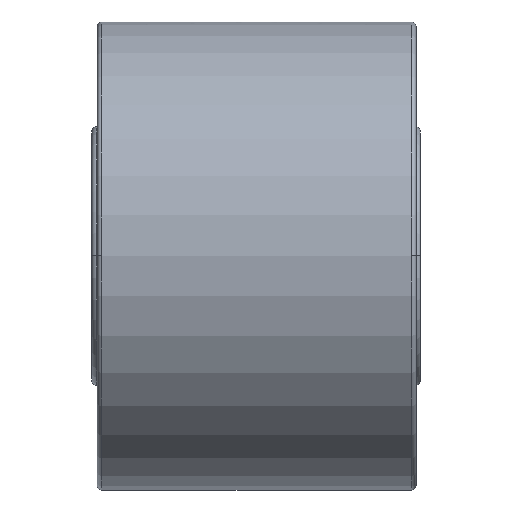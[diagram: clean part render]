
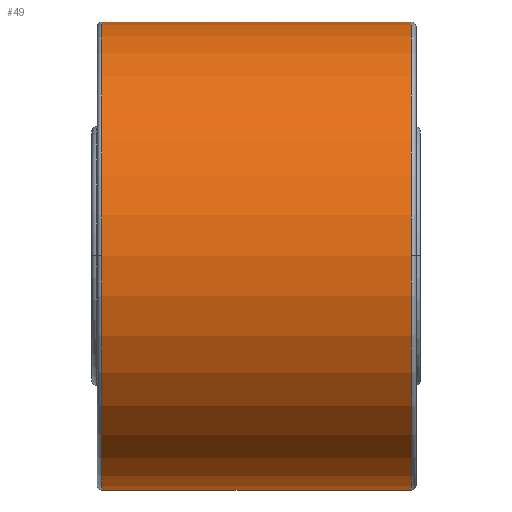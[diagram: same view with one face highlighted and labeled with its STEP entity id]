
A CAD part, top view. The second image highlights one B-rep face of the part: STEP entity #49.
In plain terms, the highlighted cylindrical face has radius 90.5 mm (diameter 181 mm), a partial arc.
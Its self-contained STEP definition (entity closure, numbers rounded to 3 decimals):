
#49=ADVANCED_FACE('',(#267),#268,.T.);
#267=FACE_OUTER_BOUND('',#732,.T.);
#268=CYLINDRICAL_SURFACE('',#733,90.5);
#732=EDGE_LOOP('',(#1217,#1218,#1219,#1220,#1221,#1222,#1223,#1224,#1225));
#733=AXIS2_PLACEMENT_3D('',#1226,#1227,#1228);
#1217=ORIENTED_EDGE('',*,*,#2757,.F.);
#1218=ORIENTED_EDGE('',*,*,#2758,.T.);
#1219=ORIENTED_EDGE('',*,*,#2759,.T.);
#1220=ORIENTED_EDGE('',*,*,#2760,.F.);
#1221=ORIENTED_EDGE('',*,*,#2761,.F.);
#1222=ORIENTED_EDGE('',*,*,#2753,.F.);
#1223=ORIENTED_EDGE('',*,*,#2762,.F.);
#1224=ORIENTED_EDGE('',*,*,#2763,.T.);
#1225=ORIENTED_EDGE('',*,*,#2764,.T.);
#1226=CARTESIAN_POINT('',(63.71,0.0,0.0));
#1227=DIRECTION('',(1.0,0.0,0.0));
#1228=DIRECTION('',(0.0,1.0,0.0));
#2753=EDGE_CURVE('',#3217,#3219,#3220,.T.);
#2757=EDGE_CURVE('',#3226,#3227,#3228,.T.);
#2758=EDGE_CURVE('',#3226,#3229,#3230,.T.);
#2759=EDGE_CURVE('',#3229,#3231,#3232,.T.);
#2760=EDGE_CURVE('',#3233,#3231,#3234,.T.);
#2761=EDGE_CURVE('',#3219,#3233,#3235,.T.);
#2762=EDGE_CURVE('',#3236,#3217,#3237,.T.);
#2763=EDGE_CURVE('',#3236,#3238,#3239,.T.);
#2764=EDGE_CURVE('',#3238,#3227,#3240,.T.);
#3217=VERTEX_POINT('',#3950);
#3219=VERTEX_POINT('',#3952);
#3220=CIRCLE('',#3953,90.5);
#3226=VERTEX_POINT('',#3959);
#3227=VERTEX_POINT('',#3960);
#3228=LINE('',#3961,#3962);
#3229=VERTEX_POINT('',#3963);
#3230=CIRCLE('',#3964,90.5);
#3231=VERTEX_POINT('',#3965);
#3232=CIRCLE('',#3966,90.5);
#3233=VERTEX_POINT('',#3967);
#3234=LINE('',#3968,#3969);
#3235=CIRCLE('',#3970,90.5);
#3236=VERTEX_POINT('',#3971);
#3237=LINE('',#3972,#3973);
#3238=VERTEX_POINT('',#3974);
#3239=B_SPLINE_CURVE_WITH_KNOTS('',3,(#3975,#3976,#3977,#3978,#3979,#3980,#3981,#3982,#3983,#3984,#3985,#3986,#3987,#3988,#3989,#3990,#3991,#3992),.UNSPECIFIED.,.F.,.F.,(4,2,2,2,2,2,2,2,4),(18.083,18.837,19.59,20.344,21.097,21.851,22.604,23.358,24.111),.UNSPECIFIED.);
#3240=B_SPLINE_CURVE_WITH_KNOTS('',3,(#3993,#3994,#3995,#3996,#3997,#3998,#3999,#4000,#4001,#4002,#4003,#4004,#4005,#4006,#4007,#4008,#4009,#4010),.UNSPECIFIED.,.F.,.F.,(4,2,2,2,2,2,2,2,4),(0.0,0.753,1.507,2.26,3.014,3.767,4.521,5.274,6.028),.UNSPECIFIED.);
#3950=CARTESIAN_POINT('',(123.59,90.5,0.0));
#3952=CARTESIAN_POINT('',(123.59,0.,90.5));
#3953=AXIS2_PLACEMENT_3D('',#4955,#4956,#4957);
#3959=CARTESIAN_POINT('',(3.83,90.5,0.0));
#3960=CARTESIAN_POINT('',(59.5,90.5,0.));
#3961=CARTESIAN_POINT('',(63.71,90.5,0.));
#3962=VECTOR('',#4967,1.0);
#3963=CARTESIAN_POINT('',(3.83,0.,90.5));
#3964=AXIS2_PLACEMENT_3D('',#4968,#4969,#4970);
#3965=CARTESIAN_POINT('',(3.83,-90.5,0.));
#3966=AXIS2_PLACEMENT_3D('',#4971,#4972,#4973);
#3967=CARTESIAN_POINT('',(123.59,-90.5,0.));
#3968=CARTESIAN_POINT('',(63.71,-90.5,0.));
#3969=VECTOR('',#4974,1.0);
#3970=AXIS2_PLACEMENT_3D('',#4975,#4976,#4977);
#3971=CARTESIAN_POINT('',(67.5,90.5,0.));
#3972=CARTESIAN_POINT('',(63.71,90.5,0.));
#3973=VECTOR('',#4978,1.0);
#3974=CARTESIAN_POINT('',(63.5,90.412,4.0));
#3975=CARTESIAN_POINT('',(67.5,90.5,0.));
#3976=CARTESIAN_POINT('',(67.5,90.5,0.251));
#3977=CARTESIAN_POINT('',(67.476,90.499,0.511));
#3978=CARTESIAN_POINT('',(67.375,90.495,1.028));
#3979=CARTESIAN_POINT('',(67.298,90.491,1.284));
#3980=CARTESIAN_POINT('',(67.093,90.483,1.777));
#3981=CARTESIAN_POINT('',(66.966,90.478,2.013));
#3982=CARTESIAN_POINT('',(66.673,90.467,2.45));
#3983=CARTESIAN_POINT('',(66.506,90.461,2.651));
#3984=CARTESIAN_POINT('',(66.151,90.45,3.006));
#3985=CARTESIAN_POINT('',(65.95,90.444,3.173));
#3986=CARTESIAN_POINT('',(65.513,90.434,3.466));
#3987=CARTESIAN_POINT('',(65.277,90.429,3.593));
#3988=CARTESIAN_POINT('',(64.784,90.42,3.798));
#3989=CARTESIAN_POINT('',(64.528,90.417,3.875));
#3990=CARTESIAN_POINT('',(64.011,90.413,3.976));
#3991=CARTESIAN_POINT('',(63.751,90.412,4.0));
#3992=CARTESIAN_POINT('',(63.5,90.412,4.0));
#3993=CARTESIAN_POINT('',(63.5,90.412,4.0));
#3994=CARTESIAN_POINT('',(63.249,90.412,4.0));
#3995=CARTESIAN_POINT('',(62.989,90.413,3.976));
#3996=CARTESIAN_POINT('',(62.472,90.417,3.875));
#3997=CARTESIAN_POINT('',(62.216,90.42,3.798));
#3998=CARTESIAN_POINT('',(61.723,90.429,3.593));
#3999=CARTESIAN_POINT('',(61.487,90.434,3.466));
#4000=CARTESIAN_POINT('',(61.05,90.444,3.173));
#4001=CARTESIAN_POINT('',(60.849,90.45,3.006));
#4002=CARTESIAN_POINT('',(60.494,90.461,2.651));
#4003=CARTESIAN_POINT('',(60.327,90.467,2.45));
#4004=CARTESIAN_POINT('',(60.034,90.478,2.013));
#4005=CARTESIAN_POINT('',(59.907,90.483,1.777));
#4006=CARTESIAN_POINT('',(59.702,90.491,1.284));
#4007=CARTESIAN_POINT('',(59.625,90.495,1.028));
#4008=CARTESIAN_POINT('',(59.524,90.499,0.511));
#4009=CARTESIAN_POINT('',(59.5,90.5,0.251));
#4010=CARTESIAN_POINT('',(59.5,90.5,0.));
#4955=CARTESIAN_POINT('',(123.59,0.0,0.0));
#4956=DIRECTION('',(1.0,0.0,0.0));
#4957=DIRECTION('',(0.0,1.0,0.0));
#4967=DIRECTION('',(1.0,0.0,0.0));
#4968=CARTESIAN_POINT('',(3.83,0.0,0.0));
#4969=DIRECTION('',(1.0,0.0,0.0));
#4970=DIRECTION('',(0.0,1.0,0.0));
#4971=CARTESIAN_POINT('',(3.83,0.0,0.0));
#4972=DIRECTION('',(1.0,0.0,0.0));
#4973=DIRECTION('',(0.0,1.0,0.0));
#4974=DIRECTION('',(-1.0,-0.0,-0.0));
#4975=CARTESIAN_POINT('',(123.59,0.0,0.0));
#4976=DIRECTION('',(1.0,0.0,0.0));
#4977=DIRECTION('',(0.0,1.0,0.0));
#4978=DIRECTION('',(1.0,0.0,0.0));
